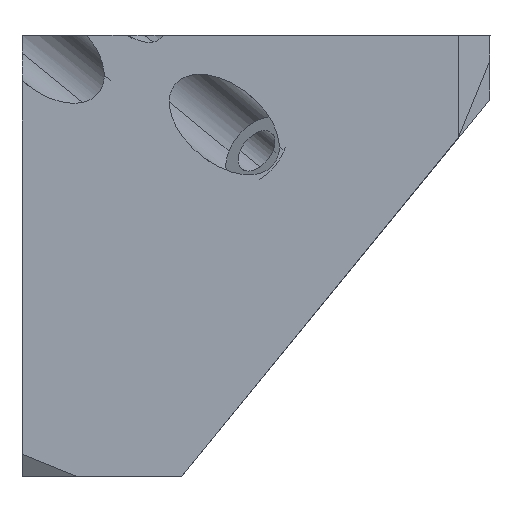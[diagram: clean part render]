
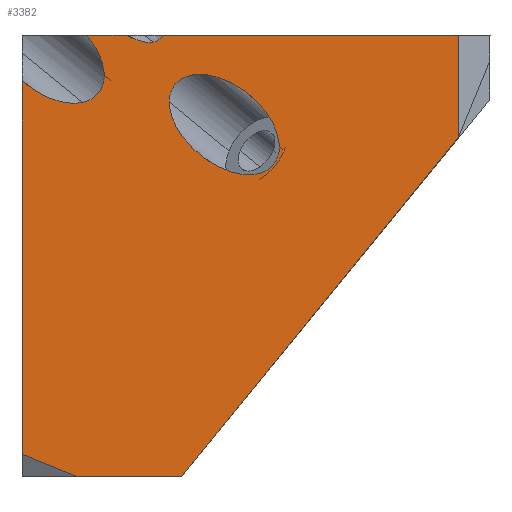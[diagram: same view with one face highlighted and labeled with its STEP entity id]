
A CAD part, left-side view. The second image highlights one B-rep face of the part: STEP entity #3382.
In plain terms, the highlighted planar face has unit normal (-1, 0, 0).
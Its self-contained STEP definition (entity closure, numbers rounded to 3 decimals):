
#23 = LINE ( 'NONE', #2495, #3837 ) ;
#26 = CARTESIAN_POINT ( 'NONE',  ( -41.5, -2.242, 10.827 ) ) ;
#173 = LINE ( 'NONE', #447, #3077 ) ;
#176 = CARTESIAN_POINT ( 'NONE',  ( -41.5, 4., -15.593 ) ) ;
#200 = EDGE_CURVE ( 'NONE', #1273, #562, #173, .T. ) ;
#212 = EDGE_CURVE ( 'NONE', #2287, #3844, #1764, .T. ) ;
#267 =( BOUNDED_CURVE ( )  B_SPLINE_CURVE ( 3, ( #1292, #2088, #3309, #3448 ),
 .UNSPECIFIED., .F., .T. ) 
 B_SPLINE_CURVE_WITH_KNOTS ( ( 4, 4 ),
 ( 3.605, 6.747 ),
 .UNSPECIFIED. ) 
 CURVE ( )  GEOMETRIC_REPRESENTATION_ITEM ( )  RATIONAL_B_SPLINE_CURVE ( ( 1., 0.333, 0.333, 1. ) ) 
 REPRESENTATION_ITEM ( '' )  );
#371 =( BOUNDED_CURVE ( )  B_SPLINE_CURVE ( 3, ( #2947, #1153, #3273, #2928 ),
 .UNSPECIFIED., .F., .F. ) 
 B_SPLINE_CURVE_WITH_KNOTS ( ( 4, 4 ),
 ( 0.464, 3.605 ),
 .UNSPECIFIED. ) 
 CURVE ( )  GEOMETRIC_REPRESENTATION_ITEM ( )  RATIONAL_B_SPLINE_CURVE ( ( 1., 0.333, 0.333, 1. ) ) 
 REPRESENTATION_ITEM ( '' )  );
#419 = LINE ( 'NONE', #3249, #1945 ) ;
#428 = LINE ( 'NONE', #3239, #3877 ) ;
#429 = CARTESIAN_POINT ( 'NONE',  ( -41.5, -0.228, 7.287 ) ) ;
#434 = CARTESIAN_POINT ( 'NONE',  ( -41.5, -22.582, 11.162 ) ) ;
#447 = CARTESIAN_POINT ( 'NONE',  ( -41.5, -50.153, -11.35 ) ) ;
#485 = CARTESIAN_POINT ( 'NONE',  ( -41.5, 0.684, 11.35 ) ) ;
#524 = DIRECTION ( 'NONE',  ( 0., 1., 0. ) ) ;
#562 = VERTEX_POINT ( 'NONE', #1192 ) ;
#576 = VERTEX_POINT ( 'NONE', #2184 ) ;
#685 = EDGE_LOOP ( 'NONE', ( #1771, #1885, #2433, #2778, #1831, #3843, #1649, #1330, #2521, #3044 ) ) ;
#730 = CARTESIAN_POINT ( 'NONE',  ( -41.5, 1.881, 7.147 ) ) ;
#779 = DIRECTION ( 'NONE',  ( 0., 0., -1. ) ) ;
#805 =( BOUNDED_CURVE ( )  B_SPLINE_CURVE ( 3, ( #927, #26, #3675, #1806 ),
 .UNSPECIFIED., .F., .T. ) 
 B_SPLINE_CURVE_WITH_KNOTS ( ( 4, 4 ),
 ( 4.863, 6.417 ),
 .UNSPECIFIED. ) 
 CURVE ( )  GEOMETRIC_REPRESENTATION_ITEM ( )  RATIONAL_B_SPLINE_CURVE ( ( 1., 0.809, 0.809, 1. ) ) 
 REPRESENTATION_ITEM ( '' )  );
#839 = VERTEX_POINT ( 'NONE', #2401 ) ;
#927 = CARTESIAN_POINT ( 'NONE',  ( -41.5, -1.464, 11.35 ) ) ;
#1055 = CARTESIAN_POINT ( 'NONE',  ( -41.5, 0.684, 11.35 ) ) ;
#1086 = DIRECTION ( 'NONE',  ( 0., -0.926, -0.378 ) ) ;
#1105 = VERTEX_POINT ( 'NONE', #3764 ) ;
#1111 = EDGE_CURVE ( 'NONE', #576, #2195, #428, .T. ) ;
#1115 = EDGE_CURVE ( 'NONE', #839, #1430, #3521, .T. ) ;
#1153 = CARTESIAN_POINT ( 'NONE',  ( -41.5, -9.228, 10.223 ) ) ;
#1192 = CARTESIAN_POINT ( 'NONE',  ( -41.5, 1.172, -11.35 ) ) ;
#1214 = EDGE_CURVE ( 'NONE', #1105, #3844, #419, .T. ) ;
#1273 = VERTEX_POINT ( 'NONE', #2924 ) ;
#1292 = CARTESIAN_POINT ( 'NONE',  ( -41.5, -3.572, 7.914 ) ) ;
#1330 = ORIENTED_EDGE ( 'NONE', *, *, #212, .F. ) ;
#1380 = FACE_OUTER_BOUND ( 'NONE', #685, .T. ) ;
#1430 = VERTEX_POINT ( 'NONE', #3516 ) ;
#1552 = EDGE_CURVE ( 'NONE', #2183, #3921, #371, .T. ) ;
#1630 = FACE_BOUND ( 'NONE', #1696, .T. ) ;
#1646 = VECTOR ( 'NONE', #1672, 1000. ) ;
#1649 = ORIENTED_EDGE ( 'NONE', *, *, #1214, .T. ) ;
#1672 = DIRECTION ( 'NONE',  ( 0., -0.632, 0.775 ) ) ;
#1696 = EDGE_LOOP ( 'NONE', ( #2729, #1796 ) ) ;
#1744 = CARTESIAN_POINT ( 'NONE',  ( -41.5, -3.572, 7.914 ) ) ;
#1764 =( BOUNDED_CURVE ( )  B_SPLINE_CURVE ( 3, ( #3876, #1994, #3559, #485 ),
 .UNSPECIFIED., .F., .T. ) 
 B_SPLINE_CURVE_WITH_KNOTS ( ( 4, 4 ),
 ( 0.464, 1.29 ),
 .UNSPECIFIED. ) 
 CURVE ( )  GEOMETRIC_REPRESENTATION_ITEM ( )  RATIONAL_B_SPLINE_CURVE ( ( 1., 0.944, 0.944, 1. ) ) 
 REPRESENTATION_ITEM ( '' )  );
#1771 = ORIENTED_EDGE ( 'NONE', *, *, #3065, .T. ) ;
#1796 = ORIENTED_EDGE ( 'NONE', *, *, #1552, .F. ) ;
#1806 = CARTESIAN_POINT ( 'NONE',  ( -41.5, -3.238, 11.35 ) ) ;
#1831 = ORIENTED_EDGE ( 'NONE', *, *, #3942, .T. ) ;
#1885 = ORIENTED_EDGE ( 'NONE', *, *, #200, .F. ) ;
#1901 = CARTESIAN_POINT ( 'NONE',  ( -41.5, -3.238, 11.35 ) ) ;
#1931 =( BOUNDED_CURVE ( )  B_SPLINE_CURVE ( 3, ( #3501, #730, #429, #3818 ),
 .UNSPECIFIED., .F., .F. ) 
 B_SPLINE_CURVE_WITH_KNOTS ( ( 4, 4 ),
 ( 4.658, 6.747 ),
 .UNSPECIFIED. ) 
 CURVE ( )  GEOMETRIC_REPRESENTATION_ITEM ( )  RATIONAL_B_SPLINE_CURVE ( ( 1., 0.668, 0.668, 1. ) ) 
 REPRESENTATION_ITEM ( '' )  );
#1945 = VECTOR ( 'NONE', #2946, 1000. ) ;
#1994 = CARTESIAN_POINT ( 'NONE',  ( -41.5, -0.228, 9.934 ) ) ;
#2000 = CARTESIAN_POINT ( 'NONE',  ( -41.5, -0.228, 9.279 ) ) ;
#2074 = LINE ( 'NONE', #2113, #3830 ) ;
#2088 = CARTESIAN_POINT ( 'NONE',  ( -41.5, -3.572, 3.295 ) ) ;
#2113 = CARTESIAN_POINT ( 'NONE',  ( -41.5, -50.153, 11.35 ) ) ;
#2159 = EDGE_CURVE ( 'NONE', #3921, #2183, #267, .T. ) ;
#2183 = VERTEX_POINT ( 'NONE', #2806 ) ;
#2184 = CARTESIAN_POINT ( 'NONE',  ( -41.5, -18.432, 6.079 ) ) ;
#2195 = VERTEX_POINT ( 'NONE', #2222 ) ;
#2222 = CARTESIAN_POINT ( 'NONE',  ( -41.5, -18.432, 11.35 ) ) ;
#2262 = LINE ( 'NONE', #434, #1646 ) ;
#2272 = EDGE_CURVE ( 'NONE', #1273, #576, #2262, .T. ) ;
#2287 = VERTEX_POINT ( 'NONE', #2000 ) ;
#2303 = DIRECTION ( 'NONE',  ( 1., 0., 0. ) ) ;
#2328 = PLANE ( 'NONE',  #3621 ) ;
#2401 = CARTESIAN_POINT ( 'NONE',  ( -41.5, 4., -10.195 ) ) ;
#2433 = ORIENTED_EDGE ( 'NONE', *, *, #2272, .T. ) ;
#2495 = CARTESIAN_POINT ( 'NONE',  ( -41.5, 1.172, -11.35 ) ) ;
#2521 = ORIENTED_EDGE ( 'NONE', *, *, #3777, .F. ) ;
#2603 = DIRECTION ( 'NONE',  ( 0., 0., 1. ) ) ;
#2718 = VECTOR ( 'NONE', #2895, 1000. ) ;
#2729 = ORIENTED_EDGE ( 'NONE', *, *, #2159, .F. ) ;
#2778 = ORIENTED_EDGE ( 'NONE', *, *, #1111, .T. ) ;
#2806 = CARTESIAN_POINT ( 'NONE',  ( -41.5, -9.228, 5.605 ) ) ;
#2856 = EDGE_CURVE ( 'NONE', #1105, #3335, #805, .T. ) ;
#2862 = CARTESIAN_POINT ( 'NONE',  ( -41.5, -50.153, -11.35 ) ) ;
#2895 = DIRECTION ( 'NONE',  ( 0., 0., 1. ) ) ;
#2924 = CARTESIAN_POINT ( 'NONE',  ( -41.5, -4.201, -11.35 ) ) ;
#2928 = CARTESIAN_POINT ( 'NONE',  ( -41.5, -3.572, 7.914 ) ) ;
#2929 = DIRECTION ( 'NONE',  ( 0., 1., 0. ) ) ;
#2946 = DIRECTION ( 'NONE',  ( 0., 1., 0. ) ) ;
#2947 = CARTESIAN_POINT ( 'NONE',  ( -41.5, -9.228, 5.605 ) ) ;
#3044 = ORIENTED_EDGE ( 'NONE', *, *, #1115, .F. ) ;
#3065 = EDGE_CURVE ( 'NONE', #839, #562, #23, .T. ) ;
#3077 = VECTOR ( 'NONE', #2929, 1000. ) ;
#3239 = CARTESIAN_POINT ( 'NONE',  ( -41.5, -18.432, -11.35 ) ) ;
#3249 = CARTESIAN_POINT ( 'NONE',  ( -41.5, -50.153, 11.35 ) ) ;
#3273 = CARTESIAN_POINT ( 'NONE',  ( -41.5, -3.572, 12.533 ) ) ;
#3309 = CARTESIAN_POINT ( 'NONE',  ( -41.5, -9.228, 0.986 ) ) ;
#3335 = VERTEX_POINT ( 'NONE', #1901 ) ;
#3382 = ADVANCED_FACE ( 'NONE', ( #1630, #1380 ), #2328, .F. ) ;
#3448 = CARTESIAN_POINT ( 'NONE',  ( -41.5, -9.228, 5.605 ) ) ;
#3501 = CARTESIAN_POINT ( 'NONE',  ( -41.5, 4., 8.998 ) ) ;
#3516 = CARTESIAN_POINT ( 'NONE',  ( -41.5, 4., 8.998 ) ) ;
#3521 = LINE ( 'NONE', #176, #2718 ) ;
#3559 = CARTESIAN_POINT ( 'NONE',  ( -41.5, 0.094, 10.665 ) ) ;
#3621 = AXIS2_PLACEMENT_3D ( 'NONE', #2862, #2303, #779 ) ;
#3675 = CARTESIAN_POINT ( 'NONE',  ( -41.5, -2.973, 10.827 ) ) ;
#3764 = CARTESIAN_POINT ( 'NONE',  ( -41.5, -1.464, 11.35 ) ) ;
#3777 = EDGE_CURVE ( 'NONE', #1430, #2287, #1931, .T. ) ;
#3818 = CARTESIAN_POINT ( 'NONE',  ( -41.5, -0.228, 9.279 ) ) ;
#3830 = VECTOR ( 'NONE', #524, 1000. ) ;
#3837 = VECTOR ( 'NONE', #1086, 1000. ) ;
#3843 = ORIENTED_EDGE ( 'NONE', *, *, #2856, .F. ) ;
#3844 = VERTEX_POINT ( 'NONE', #1055 ) ;
#3876 = CARTESIAN_POINT ( 'NONE',  ( -41.5, -0.228, 9.279 ) ) ;
#3877 = VECTOR ( 'NONE', #2603, 1000. ) ;
#3921 = VERTEX_POINT ( 'NONE', #1744 ) ;
#3942 = EDGE_CURVE ( 'NONE', #2195, #3335, #2074, .T. ) ;
